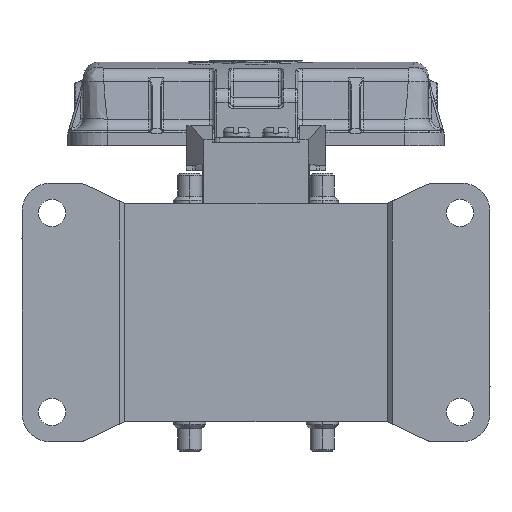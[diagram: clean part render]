
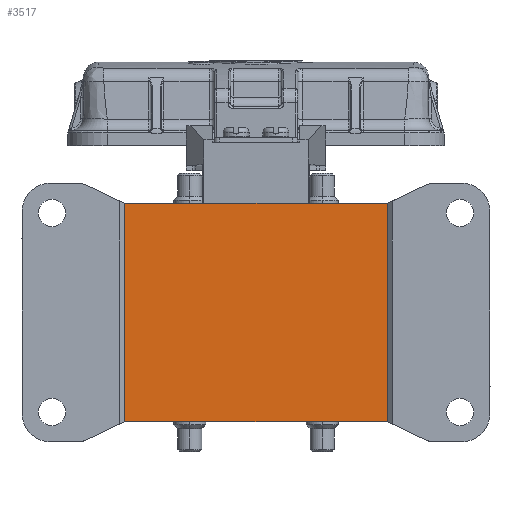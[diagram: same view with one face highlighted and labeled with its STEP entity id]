
A CAD part, front view. The second image highlights one B-rep face of the part: STEP entity #3517.
In plain terms, the highlighted planar face has unit normal (0, -1, 0).
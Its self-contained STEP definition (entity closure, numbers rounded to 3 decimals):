
#261=B_SPLINE_CURVE_WITH_KNOTS('',3,(#42676,#42677,#42678,#42679),
 .UNSPECIFIED.,.F.,.F.,(4,4),(0.,1.),.UNSPECIFIED.);
#379=B_SPLINE_CURVE_WITH_KNOTS('',3,(#44621,#44622,#44623,#44624),
 .UNSPECIFIED.,.F.,.F.,(4,4),(0.,1.),.UNSPECIFIED.);
#381=B_SPLINE_CURVE_WITH_KNOTS('',3,(#44641,#44642,#44643,#44644),
 .UNSPECIFIED.,.F.,.F.,(4,4),(0.,1.),.UNSPECIFIED.);
#383=B_SPLINE_CURVE_WITH_KNOTS('',3,(#44655,#44656,#44657,#44658),
 .UNSPECIFIED.,.F.,.F.,(4,4),(0.,1.),.UNSPECIFIED.);
#385=B_SPLINE_CURVE_WITH_KNOTS('',3,(#44665,#44666,#44667,#44668),
 .UNSPECIFIED.,.F.,.F.,(4,4),(0.,1.),.UNSPECIFIED.);
#386=B_SPLINE_CURVE_WITH_KNOTS('',3,(#44669,#44670,#44671,#44672),
 .UNSPECIFIED.,.F.,.F.,(4,4),(0.,1.),.UNSPECIFIED.);
#387=B_SPLINE_CURVE_WITH_KNOTS('',3,(#44674,#44675,#44676,#44677),
 .UNSPECIFIED.,.F.,.F.,(4,4),(0.,1.),.UNSPECIFIED.);
#388=B_SPLINE_CURVE_WITH_KNOTS('',3,(#44679,#44680,#44681,#44682),
 .UNSPECIFIED.,.F.,.F.,(4,4),(0.,1.),.UNSPECIFIED.);
#1977=PLANE('',#26047);
#3517=ADVANCED_FACE('',(#5052),#1977,.T.);
#5052=FACE_OUTER_BOUND('',#6525,.T.);
#6525=EDGE_LOOP('',(#13190,#13191,#13192,#13193,#13194,#13195,#13196,#13197));
#13190=ORIENTED_EDGE('',*,*,#21903,.F.);
#13191=ORIENTED_EDGE('',*,*,#21164,.T.);
#13192=ORIENTED_EDGE('',*,*,#21909,.F.);
#13193=ORIENTED_EDGE('',*,*,#21896,.F.);
#13194=ORIENTED_EDGE('',*,*,#21910,.F.);
#13195=ORIENTED_EDGE('',*,*,#21911,.F.);
#13196=ORIENTED_EDGE('',*,*,#21912,.F.);
#13197=ORIENTED_EDGE('',*,*,#21907,.F.);
#18626=VERTEX_POINT('',#42675);
#18627=VERTEX_POINT('',#42680);
#19105=VERTEX_POINT('',#44620);
#19106=VERTEX_POINT('',#44625);
#19111=VERTEX_POINT('',#44645);
#19114=VERTEX_POINT('',#44659);
#19115=VERTEX_POINT('',#44673);
#19116=VERTEX_POINT('',#44678);
#21164=EDGE_CURVE('',#18627,#18626,#261,.T.);
#21896=EDGE_CURVE('',#19105,#19106,#379,.T.);
#21903=EDGE_CURVE('',#18627,#19111,#381,.T.);
#21907=EDGE_CURVE('',#19111,#19114,#383,.T.);
#21909=EDGE_CURVE('',#19106,#18626,#385,.T.);
#21910=EDGE_CURVE('',#19115,#19105,#386,.T.);
#21911=EDGE_CURVE('',#19116,#19115,#387,.T.);
#21912=EDGE_CURVE('',#19114,#19116,#388,.T.);
#26047=AXIS2_PLACEMENT_3D('',#44683,#29710,#29711);
#29710=DIRECTION('',(0.,-1.,0.));
#29711=DIRECTION('',(-1.,0.,0.));
#42675=CARTESIAN_POINT('',(-0.65,50.375,62.434));
#42676=CARTESIAN_POINT('',(52.055,50.375,62.434));
#42677=CARTESIAN_POINT('',(34.487,50.375,62.434));
#42678=CARTESIAN_POINT('',(16.918,50.375,62.434));
#42679=CARTESIAN_POINT('',(-0.65,50.375,62.434));
#42680=CARTESIAN_POINT('',(52.055,50.375,62.434));
#44620=CARTESIAN_POINT('',(-0.668,50.375,18.594));
#44621=CARTESIAN_POINT('',(-0.668,50.376,18.594));
#44622=CARTESIAN_POINT('',(-0.668,50.376,33.21));
#44623=CARTESIAN_POINT('',(-0.668,50.376,47.826));
#44624=CARTESIAN_POINT('',(-0.668,50.376,62.441));
#44625=CARTESIAN_POINT('',(-0.668,50.375,62.441));
#44641=CARTESIAN_POINT('',(52.055,50.375,62.434));
#44642=CARTESIAN_POINT('',(52.061,50.375,62.436));
#44643=CARTESIAN_POINT('',(52.066,50.375,62.439));
#44644=CARTESIAN_POINT('',(52.072,50.375,62.442));
#44645=CARTESIAN_POINT('',(52.073,50.375,62.44));
#44655=CARTESIAN_POINT('',(52.073,50.376,62.44));
#44656=CARTESIAN_POINT('',(52.073,50.376,47.825));
#44657=CARTESIAN_POINT('',(52.073,50.376,33.209));
#44658=CARTESIAN_POINT('',(52.073,50.376,18.593));
#44659=CARTESIAN_POINT('',(52.073,50.375,18.593));
#44665=CARTESIAN_POINT('',(-0.667,50.375,62.442));
#44666=CARTESIAN_POINT('',(-0.662,50.375,62.439));
#44667=CARTESIAN_POINT('',(-0.656,50.375,62.436));
#44668=CARTESIAN_POINT('',(-0.65,50.375,62.434));
#44669=CARTESIAN_POINT('',(-0.65,50.375,18.601));
#44670=CARTESIAN_POINT('',(-0.656,50.375,18.598));
#44671=CARTESIAN_POINT('',(-0.661,50.375,18.596));
#44672=CARTESIAN_POINT('',(-0.667,50.375,18.593));
#44673=CARTESIAN_POINT('',(-0.65,50.375,18.6));
#44674=CARTESIAN_POINT('',(52.055,50.375,18.601));
#44675=CARTESIAN_POINT('',(34.487,50.375,18.601));
#44676=CARTESIAN_POINT('',(16.918,50.375,18.601));
#44677=CARTESIAN_POINT('',(-0.65,50.375,18.601));
#44678=CARTESIAN_POINT('',(52.055,50.375,18.601));
#44679=CARTESIAN_POINT('',(52.073,50.375,18.593));
#44680=CARTESIAN_POINT('',(52.067,50.375,18.595));
#44681=CARTESIAN_POINT('',(52.061,50.375,18.598));
#44682=CARTESIAN_POINT('',(52.055,50.375,18.601));
#44683=CARTESIAN_POINT('',(25.703,50.375,40.517));
